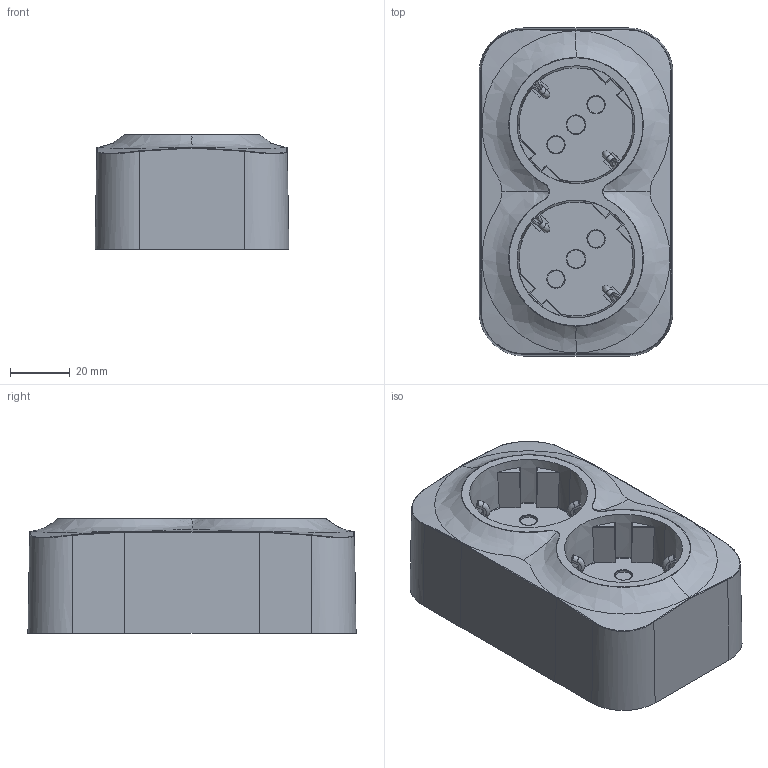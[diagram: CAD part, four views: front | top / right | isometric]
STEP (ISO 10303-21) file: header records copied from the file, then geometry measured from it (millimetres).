
FILE_DESCRIPTION (( 'STEP AP214' ), '1' );
FILE_NAME ('782233.STEP', '2025-06-17T08:36:07', ( '' ), ( '' ), 'SwSTEP 2.0', 'SolidWorks 2022', '' );
FILE_SCHEMA (( 'AUTOMOTIVE_DESIGN' ));
Length unit declared in the file: millimetre
Products named in the file (1): 782233
Bounding box: 65 x 110 x 38.5 mm (x, y, z)
Volume: 210353.4 mm3; surface area: 31959 mm2
Topology: 23 solids, 23 shells, 506 faces, 1250 edges, 790 vertices
Faces by surface type: plane 202, cylinder 139, bspline 88, torus 38, cone 28, sphere 11
Entity records: 86843 total; most frequent: CARTESIAN_POINT 77374, ORIENTED_EDGE 2484, EDGE_CURVE 1242, B_SPLINE_CURVE_WITH_KNOTS 1204, DIRECTION 890, VERTEX_POINT 790, EDGE_LOOP 514, ADVANCED_FACE 506
